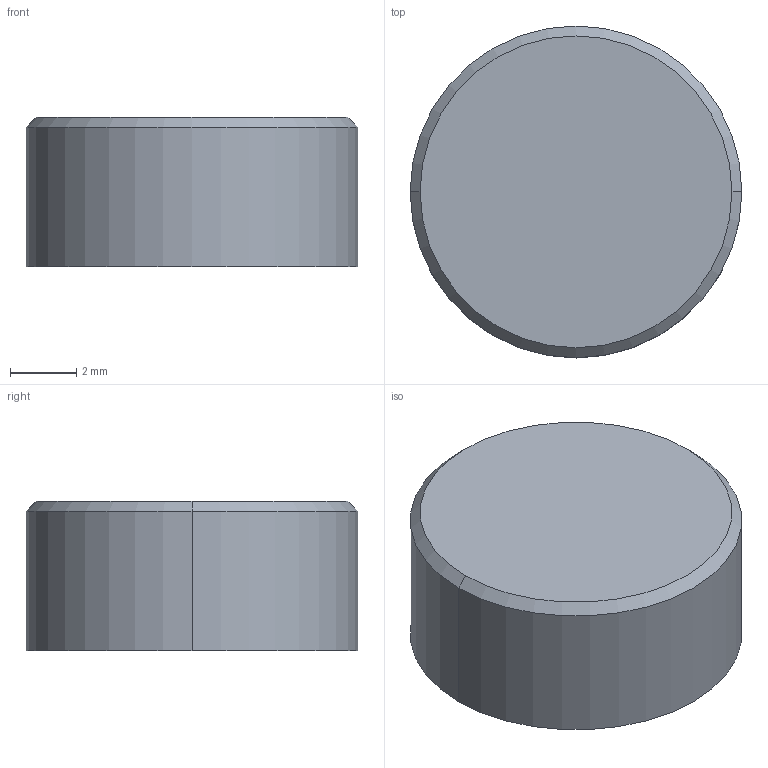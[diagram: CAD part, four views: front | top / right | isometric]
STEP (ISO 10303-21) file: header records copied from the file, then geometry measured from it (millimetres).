
FILE_DESCRIPTION((''),'2;1');
FILE_NAME('DM_CAD-2089','2015-03-16T',('Creinig-se'),(''),'PRO/ENGINEER BY PARAMETRIC TECHNOLOGY CORPORATION, 2013050','PRO/ENGINEER BY PARAMETRIC TECHNOLOGY CORPORATION, 2013050','');
FILE_SCHEMA(('CONFIG_CONTROL_DESIGN'));
Length unit declared in the file: millimetre
Products named in the file (1): DM_CAD-2089
Bounding box: 10 x 10 x 4.5 mm (x, y, z)
Volume: 352 mm3; surface area: 292.8 mm2
Topology: 1 solids, 1 shells, 6 faces, 10 edges, 6 vertices
Faces by surface type: plane 2, cone 2, cylinder 2
Entity records: 255 total; most frequent: COLOUR_RGB 33, DIRECTION 28, CARTESIAN_POINT 22, ORIENTED_EDGE 20, AXIS2_PLACEMENT_3D 12, PRESENTATION_STYLE_ASSIGNMENT 11, STYLED_ITEM 11, CURVE_STYLE 10
